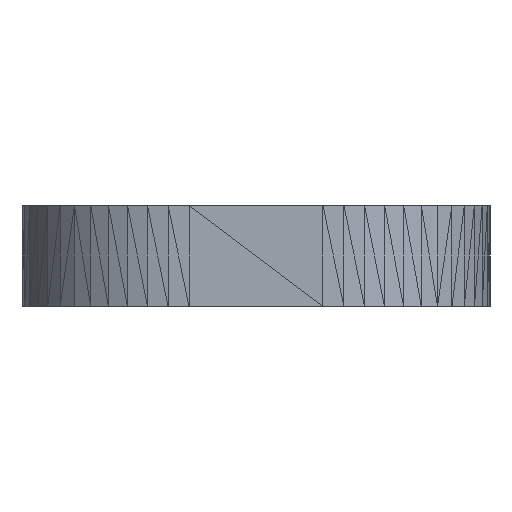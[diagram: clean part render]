
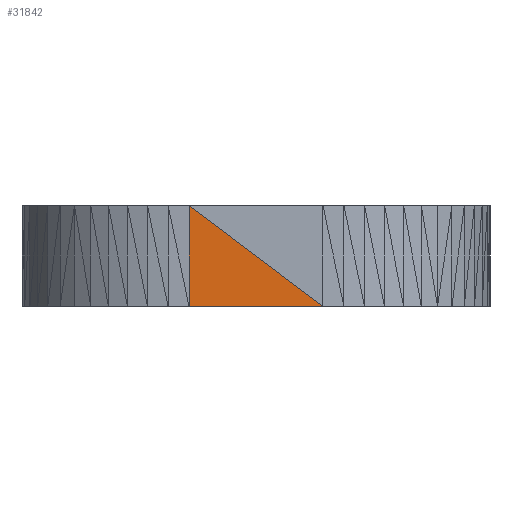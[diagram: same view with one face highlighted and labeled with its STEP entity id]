
A CAD part, left-side view. The second image highlights one B-rep face of the part: STEP entity #31842.
In plain terms, the highlighted planar face has unit normal (-1, 0, 0).
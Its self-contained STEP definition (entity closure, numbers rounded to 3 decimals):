
#31795 = VERTEX_POINT('',#31796);
#31796 = CARTESIAN_POINT('',(-14.75,1.,1.5));
#31831 = PLANE('',#31832);
#31832 = AXIS2_PLACEMENT_3D('',#31833,#31834,#31835);
#31833 = CARTESIAN_POINT('',(-14.75,-0.25,1.));
#31834 = DIRECTION('',(-1.,-0.,-0.));
#31835 = DIRECTION('',(0.,0.,-1.));
#31842 = ADVANCED_FACE('',(#31843),#31855,.T.);
#31843 = FACE_BOUND('',#31844,.T.);
#31844 = EDGE_LOOP('',(#31845,#31873,#31901));
#31845 = ORIENTED_EDGE('',*,*,#31846,.T.);
#31846 = EDGE_CURVE('',#31847,#31795,#31849,.T.);
#31847 = VERTEX_POINT('',#31848);
#31848 = CARTESIAN_POINT('',(-14.75,-1.,0.));
#31849 = SURFACE_CURVE('',#31850,(#31854,#31866),.PCURVE_S1.);
#31850 = LINE('',#31851,#31852);
#31851 = CARTESIAN_POINT('',(-14.75,-1.,0.));
#31852 = VECTOR('',#31853,1.);
#31853 = DIRECTION('',(0.,0.8,0.6));
#31854 = PCURVE('',#31855,#31860);
#31855 = PLANE('',#31856);
#31856 = AXIS2_PLACEMENT_3D('',#31857,#31858,#31859);
#31857 = CARTESIAN_POINT('',(-14.75,0.25,0.5));
#31858 = DIRECTION('',(-1.,-0.,-0.));
#31859 = DIRECTION('',(0.,0.,-1.));
#31860 = DEFINITIONAL_REPRESENTATION('',(#31861),#31865);
#31861 = LINE('',#31862,#31863);
#31862 = CARTESIAN_POINT('',(0.5,1.25));
#31863 = VECTOR('',#31864,1.);
#31864 = DIRECTION('',(-0.6,-0.8));
#31865 = ( GEOMETRIC_REPRESENTATION_CONTEXT(2) 
PARAMETRIC_REPRESENTATION_CONTEXT() REPRESENTATION_CONTEXT('2D SPACE',''
  ) );
#31866 = PCURVE('',#31831,#31867);
#31867 = DEFINITIONAL_REPRESENTATION('',(#31868),#31872);
#31868 = LINE('',#31869,#31870);
#31869 = CARTESIAN_POINT('',(1.,0.75));
#31870 = VECTOR('',#31871,1.);
#31871 = DIRECTION('',(-0.6,-0.8));
#31872 = ( GEOMETRIC_REPRESENTATION_CONTEXT(2) 
PARAMETRIC_REPRESENTATION_CONTEXT() REPRESENTATION_CONTEXT('2D SPACE',''
  ) );
#31873 = ORIENTED_EDGE('',*,*,#31874,.T.);
#31874 = EDGE_CURVE('',#31795,#31875,#31877,.T.);
#31875 = VERTEX_POINT('',#31876);
#31876 = CARTESIAN_POINT('',(-14.75,1.,0.));
#31877 = SURFACE_CURVE('',#31878,(#31882,#31889),.PCURVE_S1.);
#31878 = LINE('',#31879,#31880);
#31879 = CARTESIAN_POINT('',(-14.75,1.,1.5));
#31880 = VECTOR('',#31881,1.);
#31881 = DIRECTION('',(0.,0.,-1.));
#31882 = PCURVE('',#31855,#31883);
#31883 = DEFINITIONAL_REPRESENTATION('',(#31884),#31888);
#31884 = LINE('',#31885,#31886);
#31885 = CARTESIAN_POINT('',(-1.,-0.75));
#31886 = VECTOR('',#31887,1.);
#31887 = DIRECTION('',(1.,0.));
#31888 = ( GEOMETRIC_REPRESENTATION_CONTEXT(2) 
PARAMETRIC_REPRESENTATION_CONTEXT() REPRESENTATION_CONTEXT('2D SPACE',''
  ) );
#31889 = PCURVE('',#31890,#31895);
#31890 = PLANE('',#31891);
#31891 = AXIS2_PLACEMENT_3D('',#31892,#31893,#31894);
#31892 = CARTESIAN_POINT('',(-14.745,1.086,
    0.82));
#31893 = DIRECTION('',(-0.998,0.063,
    0.));
#31894 = DIRECTION('',(-0.063,-0.998,
    0.));
#31895 = DEFINITIONAL_REPRESENTATION('',(#31896),#31900);
#31896 = LINE('',#31897,#31898);
#31897 = CARTESIAN_POINT('',(0.087,0.68));
#31898 = VECTOR('',#31899,1.);
#31899 = DIRECTION('',(0.,-1.));
#31900 = ( GEOMETRIC_REPRESENTATION_CONTEXT(2) 
PARAMETRIC_REPRESENTATION_CONTEXT() REPRESENTATION_CONTEXT('2D SPACE',''
  ) );
#31901 = ORIENTED_EDGE('',*,*,#31902,.T.);
#31902 = EDGE_CURVE('',#31875,#31847,#31903,.T.);
#31903 = SURFACE_CURVE('',#31904,(#31908,#31915),.PCURVE_S1.);
#31904 = LINE('',#31905,#31906);
#31905 = CARTESIAN_POINT('',(-14.75,1.,0.));
#31906 = VECTOR('',#31907,1.);
#31907 = DIRECTION('',(0.,-1.,0.));
#31908 = PCURVE('',#31855,#31909);
#31909 = DEFINITIONAL_REPRESENTATION('',(#31910),#31914);
#31910 = LINE('',#31911,#31912);
#31911 = CARTESIAN_POINT('',(0.5,-0.75));
#31912 = VECTOR('',#31913,1.);
#31913 = DIRECTION('',(0.,1.));
#31914 = ( GEOMETRIC_REPRESENTATION_CONTEXT(2) 
PARAMETRIC_REPRESENTATION_CONTEXT() REPRESENTATION_CONTEXT('2D SPACE',''
  ) );
#31915 = PCURVE('',#31916,#31921);
#31916 = PLANE('',#31917);
#31917 = AXIS2_PLACEMENT_3D('',#31918,#31919,#31920);
#31918 = CARTESIAN_POINT('',(-14.144,0.,0.));
#31919 = DIRECTION('',(-0.,-0.,-1.));
#31920 = DIRECTION('',(-1.,0.,0.));
#31921 = DEFINITIONAL_REPRESENTATION('',(#31922),#31926);
#31922 = LINE('',#31923,#31924);
#31923 = CARTESIAN_POINT('',(0.606,1.));
#31924 = VECTOR('',#31925,1.);
#31925 = DIRECTION('',(0.,-1.));
#31926 = ( GEOMETRIC_REPRESENTATION_CONTEXT(2) 
PARAMETRIC_REPRESENTATION_CONTEXT() REPRESENTATION_CONTEXT('2D SPACE',''
  ) );
